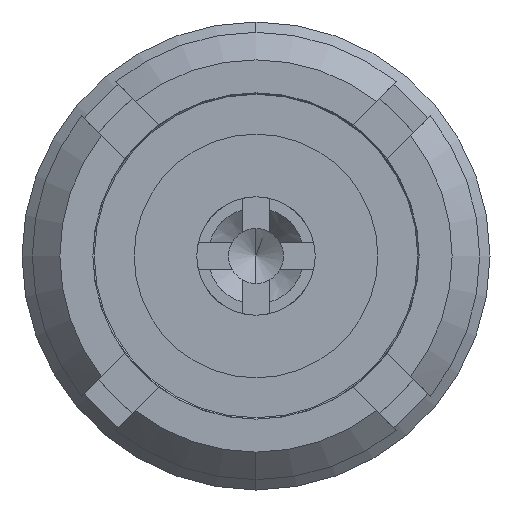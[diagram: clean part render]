
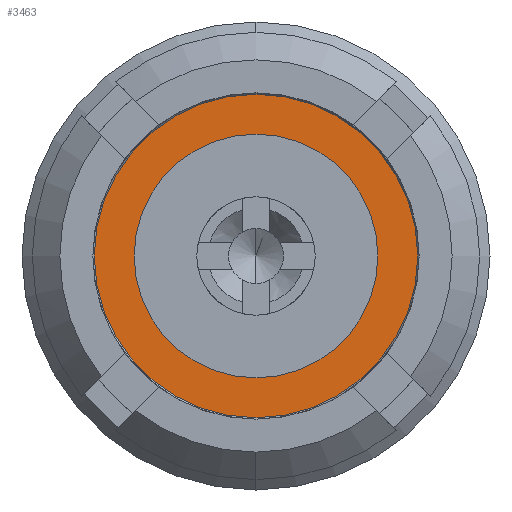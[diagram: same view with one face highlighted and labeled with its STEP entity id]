
A CAD part, left-side view. The second image highlights one B-rep face of the part: STEP entity #3463.
In plain terms, the highlighted face is planar.
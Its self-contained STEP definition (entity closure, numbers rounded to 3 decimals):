
#6 = CARTESIAN_POINT ( 'NONE',  ( 0., 1.175, -2.965 ) ) ;
#157 = CIRCLE ( 'NONE', #3808, 0.885 ) ;
#187 = DIRECTION ( 'NONE',  ( 1., 0., 0. ) ) ;
#440 = DIRECTION ( 'NONE',  ( -1., 0., 0. ) ) ;
#472 = CARTESIAN_POINT ( 'NONE',  ( 0.885, 0., -2.965 ) ) ;
#490 = CARTESIAN_POINT ( 'NONE',  ( -0.885, 0., -2.965 ) ) ;
#525 = CARTESIAN_POINT ( 'NONE',  ( 0., 0., -2.965 ) ) ;
#578 = VERTEX_POINT ( 'NONE', #472 ) ;
#723 = DIRECTION ( 'NONE',  ( 1., 0., 0. ) ) ;
#963 = CARTESIAN_POINT ( 'NONE',  ( -1.175, 0., -2.965 ) ) ;
#969 = DIRECTION ( 'NONE',  ( 0., 0., 1. ) ) ;
#1375 = DIRECTION ( 'NONE',  ( 1., 0., 0. ) ) ;
#1434 = FACE_OUTER_BOUND ( 'NONE', #2480, .T. ) ;
#1528 = AXIS2_PLACEMENT_3D ( 'NONE', #3424, #969, #1375 ) ;
#1552 = EDGE_CURVE ( 'NONE', #4053, #3099, #2592, .T. ) ;
#1733 = AXIS2_PLACEMENT_3D ( 'NONE', #4076, #1878, #187 ) ;
#1878 = DIRECTION ( 'NONE',  ( 0., 0., 1. ) ) ;
#2230 = PLANE ( 'NONE',  #4822 ) ;
#2259 = EDGE_CURVE ( 'NONE', #578, #5529, #2522, .T. ) ;
#2300 = DIRECTION ( 'NONE',  ( 0., 0., 1. ) ) ;
#2480 = EDGE_LOOP ( 'NONE', ( #4604, #3896 ) ) ;
#2522 = CIRCLE ( 'NONE', #1733, 0.885 ) ;
#2569 = FACE_BOUND ( 'NONE', #5585, .T. ) ;
#2592 = CIRCLE ( 'NONE', #4495, 1.175 ) ;
#2626 = EDGE_CURVE ( 'NONE', #3099, #4053, #4883, .T. ) ;
#2898 = ORIENTED_EDGE ( 'NONE', *, *, #2259, .F. ) ;
#3037 = DIRECTION ( 'NONE',  ( 1., 0., 0. ) ) ;
#3063 = DIRECTION ( 'NONE',  ( 0., 0., 1. ) ) ;
#3099 = VERTEX_POINT ( 'NONE', #963 ) ;
#3411 = EDGE_CURVE ( 'NONE', #5529, #578, #157, .T. ) ;
#3424 = CARTESIAN_POINT ( 'NONE',  ( 0., 0., -2.965 ) ) ;
#3433 = ORIENTED_EDGE ( 'NONE', *, *, #3411, .F. ) ;
#3463 = ADVANCED_FACE ( 'NONE', ( #2569, #1434 ), #2230, .F. ) ;
#3808 = AXIS2_PLACEMENT_3D ( 'NONE', #525, #3063, #3037 ) ;
#3896 = ORIENTED_EDGE ( 'NONE', *, *, #2626, .T. ) ;
#4053 = VERTEX_POINT ( 'NONE', #4163 ) ;
#4076 = CARTESIAN_POINT ( 'NONE',  ( 0., 0., -2.965 ) ) ;
#4163 = CARTESIAN_POINT ( 'NONE',  ( 1.175, 0., -2.965 ) ) ;
#4384 = DIRECTION ( 'NONE',  ( 0., 0., -1. ) ) ;
#4456 = CARTESIAN_POINT ( 'NONE',  ( 0., 0., -2.965 ) ) ;
#4495 = AXIS2_PLACEMENT_3D ( 'NONE', #4456, #2300, #723 ) ;
#4604 = ORIENTED_EDGE ( 'NONE', *, *, #1552, .T. ) ;
#4822 = AXIS2_PLACEMENT_3D ( 'NONE', #6, #4384, #440 ) ;
#4883 = CIRCLE ( 'NONE', #1528, 1.175 ) ;
#5529 = VERTEX_POINT ( 'NONE', #490 ) ;
#5585 = EDGE_LOOP ( 'NONE', ( #2898, #3433 ) ) ;
